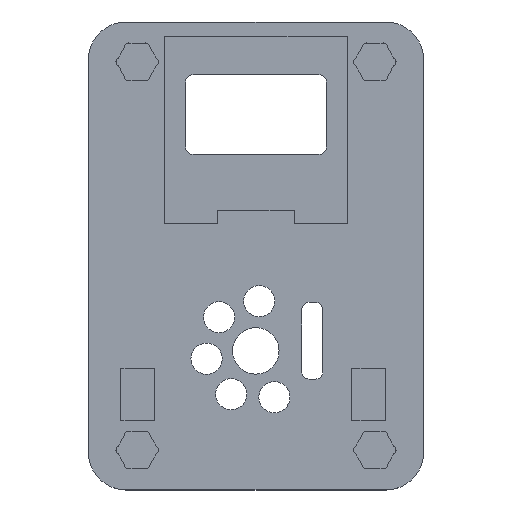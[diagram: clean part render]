
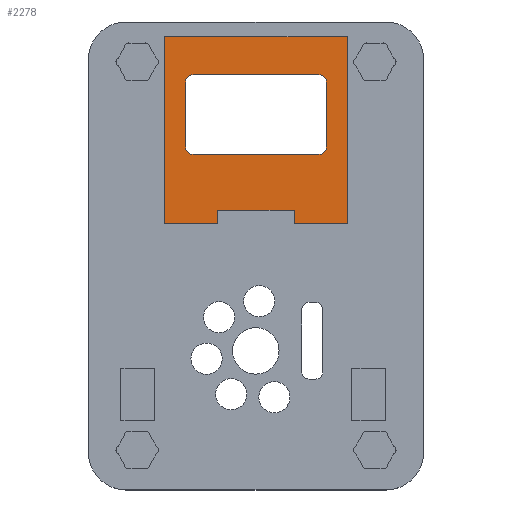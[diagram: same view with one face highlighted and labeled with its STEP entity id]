
A CAD part, top view. The second image highlights one B-rep face of the part: STEP entity #2278.
In plain terms, the highlighted planar face has unit normal (0, 0, 1).
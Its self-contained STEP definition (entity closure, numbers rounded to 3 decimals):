
#65=FACE_BOUND('',#384,.T.);
#110=CIRCLE('',#2428,1.2);
#111=CIRCLE('',#2431,1.2);
#118=CIRCLE('',#2459,1.2);
#119=CIRCLE('',#2460,1.2);
#247=FACE_OUTER_BOUND('',#383,.T.);
#383=EDGE_LOOP('',(#1738,#1739,#1740,#1741,#1742,#1743,#1744,#1745));
#384=EDGE_LOOP('',(#1746,#1747,#1748,#1749,#1750,#1751,#1752,#1753));
#539=LINE('',#3481,#774);
#543=LINE('',#3490,#778);
#566=LINE('',#3552,#801);
#570=LINE('',#3559,#805);
#573=LINE('',#3565,#808);
#576=LINE('',#3571,#811);
#579=LINE('',#3577,#814);
#582=LINE('',#3583,#817);
#585=LINE('',#3589,#820);
#587=LINE('',#3592,#822);
#588=LINE('',#3595,#823);
#589=LINE('',#3599,#824);
#774=VECTOR('',#2788,10.);
#778=VECTOR('',#2798,10.);
#801=VECTOR('',#2863,10.);
#805=VECTOR('',#2869,10.);
#808=VECTOR('',#2874,10.);
#811=VECTOR('',#2879,10.);
#814=VECTOR('',#2884,10.);
#817=VECTOR('',#2889,10.);
#820=VECTOR('',#2894,10.);
#822=VECTOR('',#2898,10.);
#823=VECTOR('',#2901,10.);
#824=VECTOR('',#2904,10.);
#1008=VERTEX_POINT('',#3478);
#1009=VERTEX_POINT('',#3480);
#1010=VERTEX_POINT('',#3484);
#1011=VERTEX_POINT('',#3488);
#1012=VERTEX_POINT('',#3492);
#1028=VERTEX_POINT('',#3549);
#1029=VERTEX_POINT('',#3551);
#1031=VERTEX_POINT('',#3557);
#1033=VERTEX_POINT('',#3563);
#1035=VERTEX_POINT('',#3569);
#1037=VERTEX_POINT('',#3575);
#1039=VERTEX_POINT('',#3581);
#1041=VERTEX_POINT('',#3587);
#1042=VERTEX_POINT('',#3594);
#1043=VERTEX_POINT('',#3596);
#1044=VERTEX_POINT('',#3598);
#1252=EDGE_CURVE('',#1008,#1009,#539,.T.);
#1255=EDGE_CURVE('',#1010,#1008,#110,.T.);
#1257=EDGE_CURVE('',#1011,#1010,#543,.T.);
#1259=EDGE_CURVE('',#1012,#1011,#111,.T.);
#1287=EDGE_CURVE('',#1028,#1029,#566,.T.);
#1291=EDGE_CURVE('',#1031,#1028,#570,.T.);
#1294=EDGE_CURVE('',#1033,#1031,#573,.T.);
#1297=EDGE_CURVE('',#1035,#1033,#576,.T.);
#1300=EDGE_CURVE('',#1037,#1035,#579,.T.);
#1303=EDGE_CURVE('',#1039,#1037,#582,.T.);
#1306=EDGE_CURVE('',#1041,#1039,#585,.T.);
#1308=EDGE_CURVE('',#1029,#1041,#587,.T.);
#1309=EDGE_CURVE('',#1042,#1012,#588,.T.);
#1310=EDGE_CURVE('',#1043,#1042,#118,.T.);
#1311=EDGE_CURVE('',#1044,#1043,#589,.T.);
#1312=EDGE_CURVE('',#1009,#1044,#119,.T.);
#1738=ORIENTED_EDGE('',*,*,#1308,.F.);
#1739=ORIENTED_EDGE('',*,*,#1287,.F.);
#1740=ORIENTED_EDGE('',*,*,#1291,.F.);
#1741=ORIENTED_EDGE('',*,*,#1294,.F.);
#1742=ORIENTED_EDGE('',*,*,#1297,.F.);
#1743=ORIENTED_EDGE('',*,*,#1300,.F.);
#1744=ORIENTED_EDGE('',*,*,#1303,.F.);
#1745=ORIENTED_EDGE('',*,*,#1306,.F.);
#1746=ORIENTED_EDGE('',*,*,#1259,.F.);
#1747=ORIENTED_EDGE('',*,*,#1309,.F.);
#1748=ORIENTED_EDGE('',*,*,#1310,.F.);
#1749=ORIENTED_EDGE('',*,*,#1311,.F.);
#1750=ORIENTED_EDGE('',*,*,#1312,.F.);
#1751=ORIENTED_EDGE('',*,*,#1252,.F.);
#1752=ORIENTED_EDGE('',*,*,#1255,.F.);
#1753=ORIENTED_EDGE('',*,*,#1257,.F.);
#2185=PLANE('',#2458);
#2278=ADVANCED_FACE('',(#247,#65),#2185,.F.);
#2428=AXIS2_PLACEMENT_3D('',#3486,#2793,#2794);
#2431=AXIS2_PLACEMENT_3D('',#3494,#2802,#2803);
#2458=AXIS2_PLACEMENT_3D('',#3593,#2899,#2900);
#2459=AXIS2_PLACEMENT_3D('',#3597,#2902,#2903);
#2460=AXIS2_PLACEMENT_3D('',#3600,#2905,#2906);
#2788=DIRECTION('',(-1.,0.,0.));
#2793=DIRECTION('center_axis',(0.,0.,1.));
#2794=DIRECTION('ref_axis',(0.707,0.707,0.));
#2798=DIRECTION('',(0.,1.,0.));
#2802=DIRECTION('center_axis',(0.,0.,1.));
#2803=DIRECTION('ref_axis',(0.707,-0.707,0.));
#2863=DIRECTION('',(0.,1.,0.));
#2869=DIRECTION('',(-1.,0.,0.));
#2874=DIRECTION('',(0.,-1.,0.));
#2879=DIRECTION('',(1.,0.,0.));
#2884=DIRECTION('',(0.,1.,0.));
#2889=DIRECTION('',(-1.,0.,0.));
#2894=DIRECTION('',(0.,-1.,0.));
#2898=DIRECTION('',(-1.,0.,0.));
#2899=DIRECTION('center_axis',(0.,0.,-1.));
#2900=DIRECTION('ref_axis',(-1.,0.,0.));
#2901=DIRECTION('',(1.,0.,0.));
#2902=DIRECTION('center_axis',(0.,0.,1.));
#2903=DIRECTION('ref_axis',(-0.707,-0.707,0.));
#2904=DIRECTION('',(0.,-1.,0.));
#2905=DIRECTION('center_axis',(0.,0.,1.));
#2906=DIRECTION('ref_axis',(-0.707,0.707,0.));
#3478=CARTESIAN_POINT('',(36.96,66.607,-1.7));
#3480=CARTESIAN_POINT('',(16.76,66.607,-1.7));
#3481=CARTESIAN_POINT('',(32.509,66.607,-1.7));
#3484=CARTESIAN_POINT('',(38.16,65.407,-1.7));
#3486=CARTESIAN_POINT('Origin',(36.96,65.407,-1.7));
#3488=CARTESIAN_POINT('',(38.16,55.007,-1.7));
#3490=CARTESIAN_POINT('',(38.16,55.747,-1.7));
#3492=CARTESIAN_POINT('',(36.96,53.807,-1.7));
#3494=CARTESIAN_POINT('Origin',(36.96,55.007,-1.7));
#3549=CARTESIAN_POINT('',(32.958,42.686,-1.7));
#3551=CARTESIAN_POINT('',(32.958,44.886,-1.7));
#3552=CARTESIAN_POINT('',(32.958,42.686,-1.7));
#3557=CARTESIAN_POINT('',(41.458,42.686,-1.7));
#3559=CARTESIAN_POINT('',(41.458,42.686,-1.7));
#3563=CARTESIAN_POINT('',(41.458,72.686,-1.7));
#3565=CARTESIAN_POINT('',(41.458,72.686,-1.7));
#3569=CARTESIAN_POINT('',(12.258,72.686,-1.7));
#3571=CARTESIAN_POINT('',(12.258,72.686,-1.7));
#3575=CARTESIAN_POINT('',(12.258,42.686,-1.7));
#3577=CARTESIAN_POINT('',(12.258,42.686,-1.7));
#3581=CARTESIAN_POINT('',(20.758,42.686,-1.7));
#3583=CARTESIAN_POINT('',(20.758,42.686,-1.7));
#3587=CARTESIAN_POINT('',(20.758,44.886,-1.7));
#3589=CARTESIAN_POINT('',(20.758,44.886,-1.7));
#3592=CARTESIAN_POINT('',(32.958,44.886,-1.7));
#3593=CARTESIAN_POINT('Origin',(26.858,57.686,-1.7));
#3594=CARTESIAN_POINT('',(16.76,53.807,-1.7));
#3595=CARTESIAN_POINT('',(21.209,53.807,-1.7));
#3596=CARTESIAN_POINT('',(15.56,55.007,-1.7));
#3597=CARTESIAN_POINT('Origin',(16.76,55.007,-1.7));
#3598=CARTESIAN_POINT('',(15.56,65.407,-1.7));
#3599=CARTESIAN_POINT('',(15.56,62.147,-1.7));
#3600=CARTESIAN_POINT('Origin',(16.76,65.407,-1.7));
